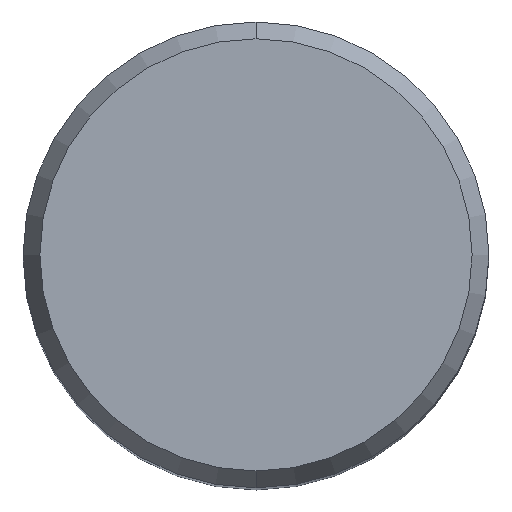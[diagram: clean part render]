
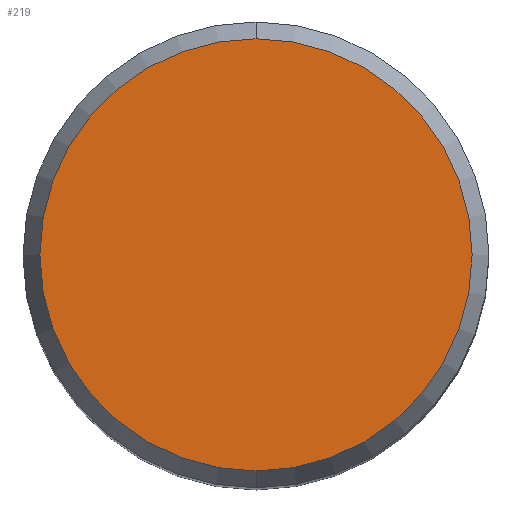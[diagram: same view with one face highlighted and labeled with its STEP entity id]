
A CAD part, top view. The second image highlights one B-rep face of the part: STEP entity #219.
In plain terms, the highlighted planar face has unit normal (0, 0, 1).
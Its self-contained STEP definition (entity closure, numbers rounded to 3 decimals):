
#115=EDGE_CURVE('',#197,#209,#269,.T.);
#173=EDGE_CURVE('',#209,#197,#333,.T.);
#197=VERTEX_POINT('',#359);
#209=VERTEX_POINT('',#373);
#219=ADVANCED_FACE('',(#384),#385,.T.);
#269=CIRCLE('',#437,8.837);
#333=CIRCLE('',#518,8.837);
#359=CARTESIAN_POINT('',(0.0,8.837,0.0));
#373=CARTESIAN_POINT('',(0.,-8.837,0.0));
#384=FACE_OUTER_BOUND('',#583,.T.);
#385=PLANE('',#584);
#437=AXIS2_PLACEMENT_3D('',#628,#629,#630);
#518=AXIS2_PLACEMENT_3D('',#705,#706,#707);
#583=EDGE_LOOP('',(#769,#770));
#584=AXIS2_PLACEMENT_3D('',#771,#772,#773);
#628=CARTESIAN_POINT('',(0.0,0.0,0.0));
#629=DIRECTION('',(0.0,0.0,-1.0));
#630=DIRECTION('',(0.0,1.0,0.0));
#705=CARTESIAN_POINT('',(0.0,0.0,0.0));
#706=DIRECTION('',(0.0,0.0,-1.0));
#707=DIRECTION('',(0.0,1.0,0.0));
#769=ORIENTED_EDGE('',*,*,#115,.F.);
#770=ORIENTED_EDGE('',*,*,#173,.F.);
#771=CARTESIAN_POINT('',(0.0,4.419,0.0));
#772=DIRECTION('',(-0.0,0.0,1.0));
#773=DIRECTION('',(0.0,-1.0,0.0));
